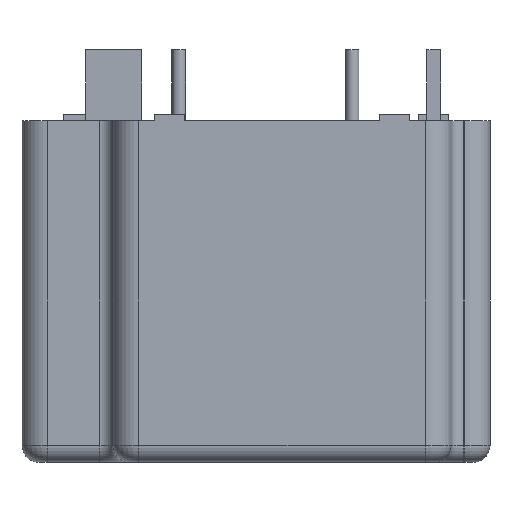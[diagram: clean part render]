
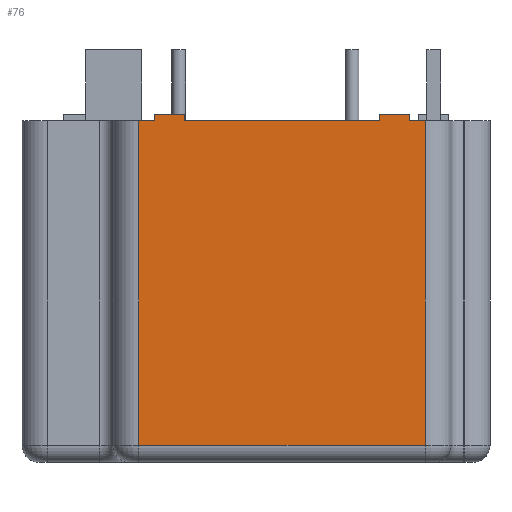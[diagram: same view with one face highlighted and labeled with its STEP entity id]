
A CAD part, front view. The second image highlights one B-rep face of the part: STEP entity #76.
In plain terms, the highlighted planar face has unit normal (0, -1, 0).
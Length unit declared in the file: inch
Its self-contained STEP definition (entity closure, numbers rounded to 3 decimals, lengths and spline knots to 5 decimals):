
#37 = VERTEX_POINT ( 'NONE', #1092 ) ;
#39 = EDGE_CURVE ( 'NONE', #870, #1274, #123, .T. ) ;
#43 = ORIENTED_EDGE ( 'NONE', *, *, #39, .T. ) ;
#44 = VECTOR ( 'NONE', #636, 39.37008 ) ;
#45 = CARTESIAN_POINT ( 'NONE',  ( -0.25308, -0.63996, 0.01415 ) ) ;
#67 = LINE ( 'NONE', #1367, #567 ) ;
#76 = ADVANCED_FACE ( 'NONE', ( #1389 ), #1765, .T. ) ;
#89 = CARTESIAN_POINT ( 'NONE',  ( -0.18308, -0.63996, 0.01415 ) ) ;
#116 = VERTEX_POINT ( 'NONE', #1404 ) ;
#123 = LINE ( 'NONE', #1753, #1502 ) ;
#176 = VERTEX_POINT ( 'NONE', #1785 ) ;
#219 = DIRECTION ( 'NONE',  ( -1., 0., 0. ) ) ;
#227 = VERTEX_POINT ( 'NONE', #1974 ) ;
#377 = EDGE_CURVE ( 'NONE', #1015, #176, #1693, .T. ) ;
#401 = CARTESIAN_POINT ( 'NONE',  ( 0.26692, -0.63996, 0. ) ) ;
#417 = ORIENTED_EDGE ( 'NONE', *, *, #1576, .F. ) ;
#436 = VECTOR ( 'NONE', #1721, 39.37008 ) ;
#441 = DIRECTION ( 'NONE',  ( 0., 0., -1. ) ) ;
#478 = CARTESIAN_POINT ( 'NONE',  ( 0.33692, -0.63996, 0.01415 ) ) ;
#514 = EDGE_CURVE ( 'NONE', #1683, #825, #1086, .T. ) ;
#565 = CARTESIAN_POINT ( 'NONE',  ( -0.18308, -0.63996, 0. ) ) ;
#567 = VECTOR ( 'NONE', #1201, 39.37008 ) ;
#572 = ORIENTED_EDGE ( 'NONE', *, *, #644, .F. ) ;
#575 = CARTESIAN_POINT ( 'NONE',  ( -0.28902, -0.63996, 0. ) ) ;
#589 = ORIENTED_EDGE ( 'NONE', *, *, #1289, .T. ) ;
#602 = DIRECTION ( 'NONE',  ( 0., 0., -1. ) ) ;
#620 = DIRECTION ( 'NONE',  ( 0., -1., 0. ) ) ;
#636 = DIRECTION ( 'NONE',  ( 0., 0., 1. ) ) ;
#644 = EDGE_CURVE ( 'NONE', #227, #1518, #702, .T. ) ;
#702 = LINE ( 'NONE', #1666, #1598 ) ;
#703 = DIRECTION ( 'NONE',  ( 0., 0., -1. ) ) ;
#759 = CARTESIAN_POINT ( 'NONE',  ( 0.26692, -0.63996, 0.01415 ) ) ;
#776 = CARTESIAN_POINT ( 'NONE',  ( 0.26692, -0.63996, 0.01415 ) ) ;
#798 = ORIENTED_EDGE ( 'NONE', *, *, #377, .T. ) ;
#825 = VERTEX_POINT ( 'NONE', #401 ) ;
#836 = VECTOR ( 'NONE', #1873, 39.37008 ) ;
#870 = VERTEX_POINT ( 'NONE', #1056 ) ;
#871 = LINE ( 'NONE', #1033, #1907 ) ;
#901 = EDGE_CURVE ( 'NONE', #37, #870, #1288, .T. ) ;
#902 = DIRECTION ( 'NONE',  ( 0., 0., -1. ) ) ;
#928 = VECTOR ( 'NONE', #1975, 39.37008 ) ;
#940 = CARTESIAN_POINT ( 'NONE',  ( 0.52192, -0.63996, 0. ) ) ;
#942 = CARTESIAN_POINT ( 'NONE',  ( 0.33692, -0.63996, 0.01415 ) ) ;
#988 = ORIENTED_EDGE ( 'NONE', *, *, #1561, .T. ) ;
#1015 = VERTEX_POINT ( 'NONE', #1260 ) ;
#1017 = LINE ( 'NONE', #89, #836 ) ;
#1033 = CARTESIAN_POINT ( 'NONE',  ( 0.33692, -0.63996, 0.01415 ) ) ;
#1056 = CARTESIAN_POINT ( 'NONE',  ( 0.37286, -0.63996, 0. ) ) ;
#1082 = CARTESIAN_POINT ( 'NONE',  ( 0.33692, -0.63996, 0. ) ) ;
#1083 = LINE ( 'NONE', #1905, #436 ) ;
#1086 = LINE ( 'NONE', #759, #1433 ) ;
#1092 = CARTESIAN_POINT ( 'NONE',  ( 0.37286, -0.63996, -0.74963 ) ) ;
#1198 = ORIENTED_EDGE ( 'NONE', *, *, #1811, .F. ) ;
#1201 = DIRECTION ( 'NONE',  ( 1., 0., 0. ) ) ;
#1203 = LINE ( 'NONE', #1836, #1662 ) ;
#1222 = EDGE_CURVE ( 'NONE', #1624, #1274, #1429, .T. ) ;
#1260 = CARTESIAN_POINT ( 'NONE',  ( -0.25308, -0.63996, 0.01415 ) ) ;
#1274 = VERTEX_POINT ( 'NONE', #1082 ) ;
#1288 = LINE ( 'NONE', #1914, #44 ) ;
#1289 = EDGE_CURVE ( 'NONE', #176, #1472, #1941, .T. ) ;
#1362 = AXIS2_PLACEMENT_3D ( 'NONE', #940, #620, #441 ) ;
#1367 = CARTESIAN_POINT ( 'NONE',  ( 0.52192, -0.63996, -0.74963 ) ) ;
#1368 = ORIENTED_EDGE ( 'NONE', *, *, #1885, .T. ) ;
#1389 = FACE_OUTER_BOUND ( 'NONE', #1903, .T. ) ;
#1404 = CARTESIAN_POINT ( 'NONE',  ( -0.28902, -0.63996, -0.74963 ) ) ;
#1429 = LINE ( 'NONE', #478, #1568 ) ;
#1433 = VECTOR ( 'NONE', #902, 39.37008 ) ;
#1472 = VERTEX_POINT ( 'NONE', #575 ) ;
#1502 = VECTOR ( 'NONE', #1728, 39.37008 ) ;
#1518 = VERTEX_POINT ( 'NONE', #565 ) ;
#1526 = ORIENTED_EDGE ( 'NONE', *, *, #514, .T. ) ;
#1561 = EDGE_CURVE ( 'NONE', #116, #37, #67, .T. ) ;
#1568 = VECTOR ( 'NONE', #602, 39.37008 ) ;
#1576 = EDGE_CURVE ( 'NONE', #1015, #227, #1017, .T. ) ;
#1598 = VECTOR ( 'NONE', #1839, 39.37008 ) ;
#1624 = VERTEX_POINT ( 'NONE', #942 ) ;
#1651 = CARTESIAN_POINT ( 'NONE',  ( 0.52192, -0.63996, 0. ) ) ;
#1657 = EDGE_CURVE ( 'NONE', #1472, #116, #1083, .T. ) ;
#1662 = VECTOR ( 'NONE', #219, 39.37008 ) ;
#1666 = CARTESIAN_POINT ( 'NONE',  ( -0.18308, -0.63996, 0.01415 ) ) ;
#1683 = VERTEX_POINT ( 'NONE', #776 ) ;
#1693 = LINE ( 'NONE', #45, #1915 ) ;
#1707 = ORIENTED_EDGE ( 'NONE', *, *, #1657, .T. ) ;
#1719 = ORIENTED_EDGE ( 'NONE', *, *, #901, .T. ) ;
#1721 = DIRECTION ( 'NONE',  ( 0., 0., -1. ) ) ;
#1728 = DIRECTION ( 'NONE',  ( -1., 0., 0. ) ) ;
#1753 = CARTESIAN_POINT ( 'NONE',  ( 0.52192, -0.63996, 0. ) ) ;
#1765 = PLANE ( 'NONE',  #1362 ) ;
#1785 = CARTESIAN_POINT ( 'NONE',  ( -0.25308, -0.63996, 0. ) ) ;
#1811 = EDGE_CURVE ( 'NONE', #1683, #1624, #871, .T. ) ;
#1836 = CARTESIAN_POINT ( 'NONE',  ( 0.52192, -0.63996, 0. ) ) ;
#1839 = DIRECTION ( 'NONE',  ( 0., 0., -1. ) ) ;
#1873 = DIRECTION ( 'NONE',  ( 1., 0., 0. ) ) ;
#1885 = EDGE_CURVE ( 'NONE', #825, #1518, #1203, .T. ) ;
#1903 = EDGE_LOOP ( 'NONE', ( #1707, #988, #1719, #43, #2032, #1198, #1526, #1368, #572, #417, #798, #589 ) ) ;
#1905 = CARTESIAN_POINT ( 'NONE',  ( -0.28902, -0.63996, -0.789 ) ) ;
#1907 = VECTOR ( 'NONE', #2014, 39.37008 ) ;
#1914 = CARTESIAN_POINT ( 'NONE',  ( 0.37286, -0.63996, 0. ) ) ;
#1915 = VECTOR ( 'NONE', #703, 39.37008 ) ;
#1941 = LINE ( 'NONE', #1651, #928 ) ;
#1974 = CARTESIAN_POINT ( 'NONE',  ( -0.18308, -0.63996, 0.01415 ) ) ;
#1975 = DIRECTION ( 'NONE',  ( -1., 0., 0. ) ) ;
#2014 = DIRECTION ( 'NONE',  ( 1., 0., 0. ) ) ;
#2032 = ORIENTED_EDGE ( 'NONE', *, *, #1222, .F. ) ;
